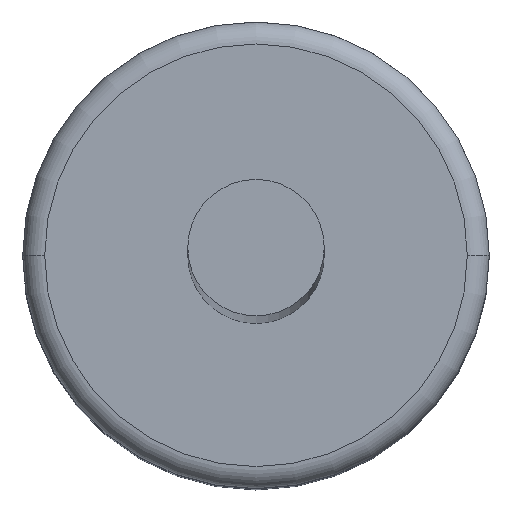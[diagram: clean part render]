
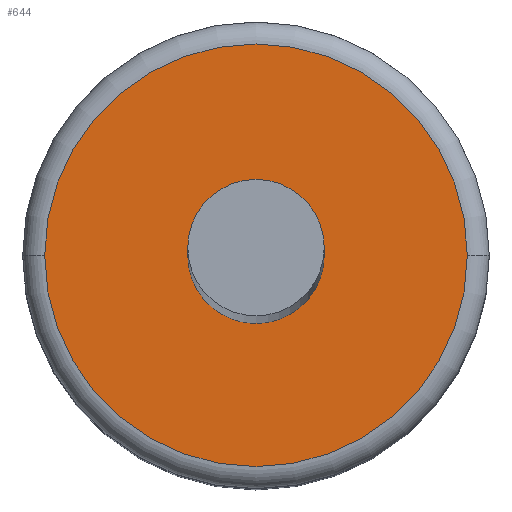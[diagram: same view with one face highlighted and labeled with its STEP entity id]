
A CAD part, top view. The second image highlights one B-rep face of the part: STEP entity #644.
In plain terms, the highlighted planar face has unit normal (0, 0, 1).
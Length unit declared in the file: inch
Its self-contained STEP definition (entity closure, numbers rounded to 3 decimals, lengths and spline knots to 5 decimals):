
#21 = CARTESIAN_POINT ( 'NONE',  ( 0., 0.053, 0.0915 ) ) ;
#48 = ORIENTED_EDGE ( 'NONE', *, *, #789, .F. ) ;
#60 = CARTESIAN_POINT ( 'NONE',  ( 0., 0.053, 0.0915 ) ) ;
#83 = VERTEX_POINT ( 'NONE', #699 ) ;
#109 = EDGE_CURVE ( 'NONE', #369, #402, #456, .T. ) ;
#145 = VERTEX_POINT ( 'NONE', #510 ) ;
#150 = CARTESIAN_POINT ( 'NONE',  ( -0.048, 0.053, 0.0915 ) ) ;
#154 = FACE_OUTER_BOUND ( 'NONE', #300, .T. ) ;
#155 = ORIENTED_EDGE ( 'NONE', *, *, #109, .T. ) ;
#172 = ORIENTED_EDGE ( 'NONE', *, *, #314, .F. ) ;
#235 = AXIS2_PLACEMENT_3D ( 'NONE', #327, #470, #798 ) ;
#243 = DIRECTION ( 'NONE',  ( 1., 0., 0. ) ) ;
#265 = CIRCLE ( 'NONE', #769, 0.048 ) ;
#286 = EDGE_CURVE ( 'NONE', #402, #369, #265, .T. ) ;
#299 = DIRECTION ( 'NONE',  ( 1., 0., 0. ) ) ;
#300 = EDGE_LOOP ( 'NONE', ( #567, #155 ) ) ;
#313 = DIRECTION ( 'NONE',  ( 0., 0., 1. ) ) ;
#314 = EDGE_CURVE ( 'NONE', #83, #145, #721, .T. ) ;
#326 = DIRECTION ( 'NONE',  ( 0., 0., 1. ) ) ;
#327 = CARTESIAN_POINT ( 'NONE',  ( 0., 0.053, 0.0915 ) ) ;
#369 = VERTEX_POINT ( 'NONE', #150 ) ;
#402 = VERTEX_POINT ( 'NONE', #550 ) ;
#407 = AXIS2_PLACEMENT_3D ( 'NONE', #716, #313, #299 ) ;
#418 = EDGE_LOOP ( 'NONE', ( #48, #172 ) ) ;
#424 = CARTESIAN_POINT ( 'NONE',  ( 0., 0.053, 0.0915 ) ) ;
#428 = DIRECTION ( 'NONE',  ( 1., 0., 0. ) ) ;
#456 = CIRCLE ( 'NONE', #801, 0.048 ) ;
#465 = DIRECTION ( 'NONE',  ( 1., 0., 0. ) ) ;
#470 = DIRECTION ( 'NONE',  ( 0., 0., 1. ) ) ;
#508 = FACE_BOUND ( 'NONE', #418, .T. ) ;
#510 = CARTESIAN_POINT ( 'NONE',  ( -0.0155, 0.053, 0.0915 ) ) ;
#550 = CARTESIAN_POINT ( 'NONE',  ( 0.048, 0.053, 0.0915 ) ) ;
#567 = ORIENTED_EDGE ( 'NONE', *, *, #286, .T. ) ;
#634 = DIRECTION ( 'NONE',  ( 0., 0., 1. ) ) ;
#644 = ADVANCED_FACE ( 'NONE', ( #508, #154 ), #756, .T. ) ;
#687 = CIRCLE ( 'NONE', #407, 0.0155 ) ;
#699 = CARTESIAN_POINT ( 'NONE',  ( 0.0155, 0.053, 0.0915 ) ) ;
#703 = DIRECTION ( 'NONE',  ( 0., 0., 1. ) ) ;
#716 = CARTESIAN_POINT ( 'NONE',  ( 0., 0.053, 0.0915 ) ) ;
#721 = CIRCLE ( 'NONE', #235, 0.0155 ) ;
#756 = PLANE ( 'NONE',  #763 ) ;
#763 = AXIS2_PLACEMENT_3D ( 'NONE', #424, #634, #243 ) ;
#769 = AXIS2_PLACEMENT_3D ( 'NONE', #21, #326, #465 ) ;
#789 = EDGE_CURVE ( 'NONE', #145, #83, #687, .T. ) ;
#798 = DIRECTION ( 'NONE',  ( 1., 0., 0. ) ) ;
#801 = AXIS2_PLACEMENT_3D ( 'NONE', #60, #703, #428 ) ;
